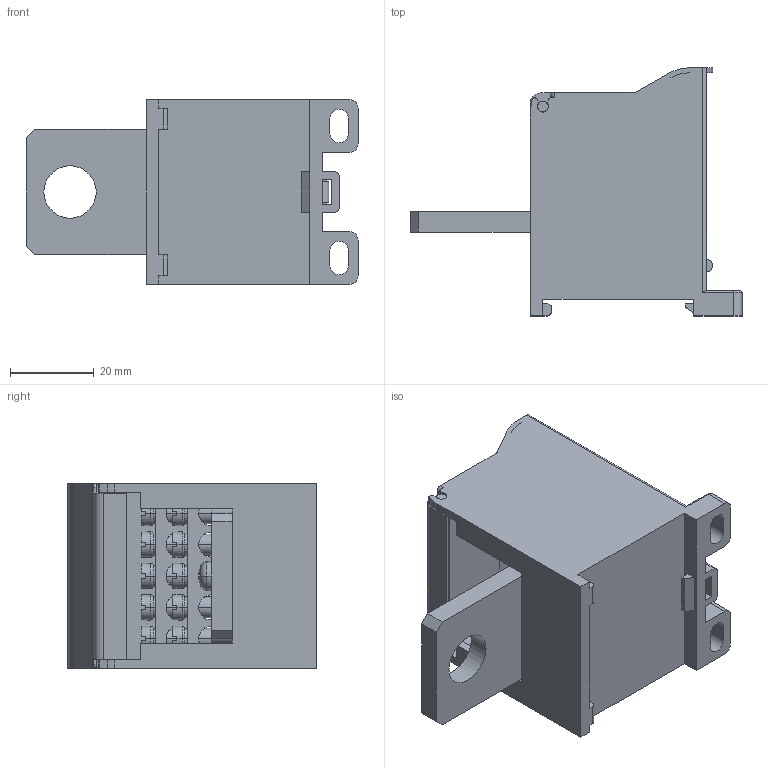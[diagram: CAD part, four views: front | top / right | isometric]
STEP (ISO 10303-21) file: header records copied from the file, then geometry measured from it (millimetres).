
FILE_DESCRIPTION((''),'2;1');
FILE_NAME('5YB576369_ASM','2023-11-30T',('dell'),(''),'PRO/ENGINEER BY PARAMETRIC TECHNOLOGY CORPORATION, 2013230','PRO/ENGINEER BY PARAMETRIC TECHNOLOGY CORPORATION, 2013230','');
FILE_SCHEMA(('AUTOMOTIVE_DESIGN { 1 0 10303 214 1 1 1 1 }'));
Length unit declared in the file: millimetre
Products named in the file (1): 5YB576369_ASM
Bounding box: 79.2 x 59.2 x 44 mm (x, y, z)
Volume: 58491.6 mm3; surface area: 29580.9 mm2
Topology: 1 solids, 4 shells, 666 faces, 1935 edges, 1242 vertices
Faces by surface type: plane 297, cylinder 245, cone 70, torus 30, sphere 22, bspline 2
Entity records: 27260 total; most frequent: CARTESIAN_POINT 5713, ORIENTED_EDGE 3820, DIRECTION 3740, EDGE_CURVE 1910, AXIS2_PLACEMENT_3D 1355, VERTEX_POINT 1242, VECTOR 1030, LINE 1030
